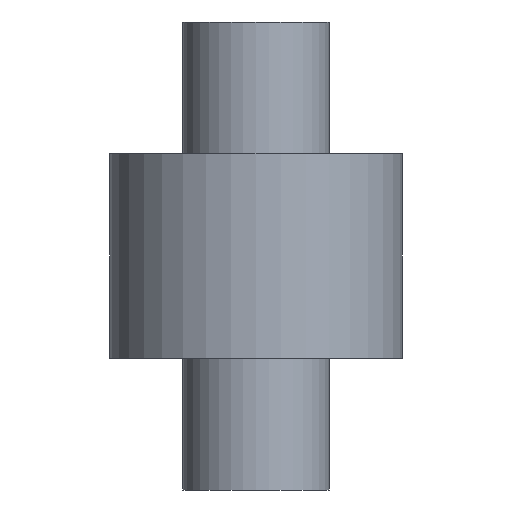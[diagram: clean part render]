
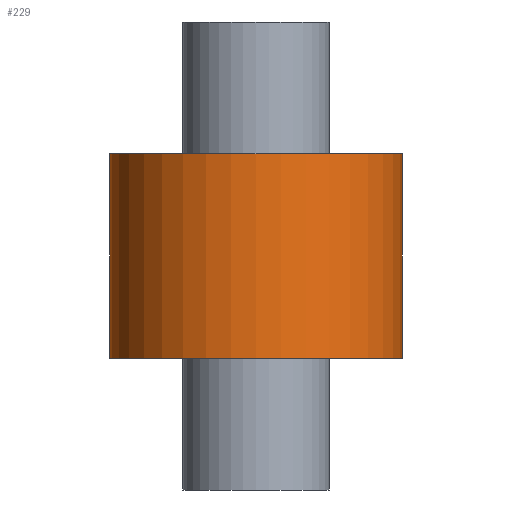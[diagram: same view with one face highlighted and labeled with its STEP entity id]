
A CAD part, left-side view. The second image highlights one B-rep face of the part: STEP entity #229.
In plain terms, the highlighted cylindrical face has radius 5 mm (diameter 10 mm), a partial arc.
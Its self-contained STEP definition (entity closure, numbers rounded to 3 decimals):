
#15=CYLINDRICAL_SURFACE('',#266,5.);
#23=FACE_OUTER_BOUND('',#39,.T.);
#39=EDGE_LOOP('',(#162,#163,#164,#165));
#58=LINE('',#370,#80);
#59=LINE('',#373,#81);
#80=VECTOR('',#299,10.);
#81=VECTOR('',#302,10.);
#99=CIRCLE('',#264,5.);
#101=CIRCLE('',#267,5.);
#107=VERTEX_POINT('',#358);
#108=VERTEX_POINT('',#359);
#112=VERTEX_POINT('',#369);
#113=VERTEX_POINT('',#371);
#127=EDGE_CURVE('',#107,#108,#99,.T.);
#132=EDGE_CURVE('',#108,#112,#58,.T.);
#133=EDGE_CURVE('',#112,#113,#101,.T.);
#134=EDGE_CURVE('',#113,#107,#59,.T.);
#162=ORIENTED_EDGE('',*,*,#127,.T.);
#163=ORIENTED_EDGE('',*,*,#132,.T.);
#164=ORIENTED_EDGE('',*,*,#133,.T.);
#165=ORIENTED_EDGE('',*,*,#134,.T.);
#229=ADVANCED_FACE('',(#23),#15,.T.);
#264=AXIS2_PLACEMENT_3D('',#360,#290,#291);
#266=AXIS2_PLACEMENT_3D('',#368,#297,#298);
#267=AXIS2_PLACEMENT_3D('',#372,#300,#301);
#290=DIRECTION('center_axis',(0.,0.,1.));
#291=DIRECTION('ref_axis',(-0.707,0.707,0.));
#297=DIRECTION('center_axis',(0.,0.,-1.));
#298=DIRECTION('ref_axis',(-0.707,0.707,0.));
#299=DIRECTION('',(0.,0.,1.));
#300=DIRECTION('center_axis',(0.,0.,-1.));
#301=DIRECTION('ref_axis',(-0.707,-0.707,0.));
#302=DIRECTION('',(0.,0.,-1.));
#358=CARTESIAN_POINT('',(-5.,5.,-3.5));
#359=CARTESIAN_POINT('',(-5.,-5.,-3.5));
#360=CARTESIAN_POINT('Origin',(-5.,0.,-3.5));
#368=CARTESIAN_POINT('Origin',(-5.,0.,0.));
#369=CARTESIAN_POINT('',(-5.,-5.,3.5));
#370=CARTESIAN_POINT('',(-5.,-5.,0.));
#371=CARTESIAN_POINT('',(-5.,5.,3.5));
#372=CARTESIAN_POINT('Origin',(-5.,0.,3.5));
#373=CARTESIAN_POINT('',(-5.,5.,0.));
